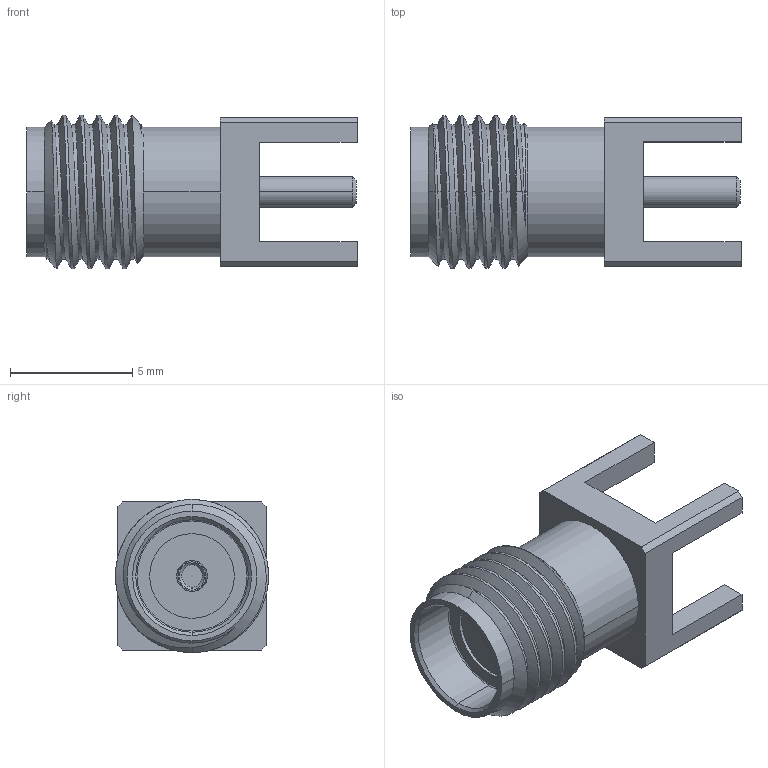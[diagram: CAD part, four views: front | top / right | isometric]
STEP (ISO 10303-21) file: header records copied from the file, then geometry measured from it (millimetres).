
FILE_DESCRIPTION (( 'STEP AP214' ), '1' );
FILE_NAME ('MOLEX_732513140.STEP', '2022-07-22T17:10:10', ( '' ), ( '' ), 'SwSTEP 2.0', 'SolidWorks 2018', '' );
FILE_SCHEMA (( 'AUTOMOTIVE_DESIGN' ));
Length unit declared in the file: millimetre
Products named in the file (1): MOLEX_732513140
Bounding box: 13.5 x 6.25 x 6.26 mm (x, y, z)
Volume: 233.9 mm3; surface area: 430.3 mm2
Topology: 1 solids, 1 shells, 92 faces, 240 edges, 156 vertices
Faces by surface type: cylinder 44, plane 30, cone 14, torus 2, bspline 2
Entity records: 6521 total; most frequent: CARTESIAN_POINT 3317, ORIENTED_EDGE 480, DIRECTION 412, EDGE_CURVE 240, VERTEX_POINT 156, AXIS2_PLACEMENT_3D 155, LINE 102, VECTOR 102
